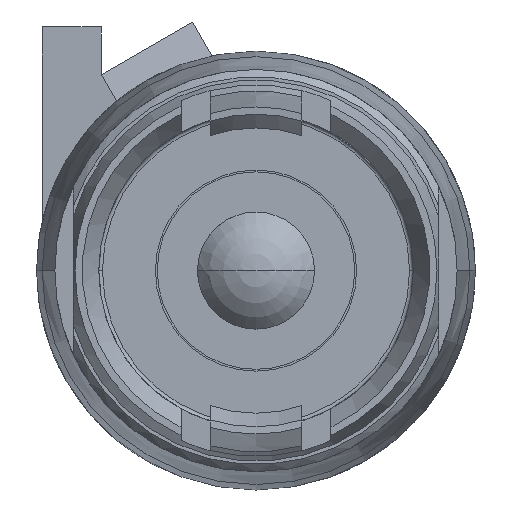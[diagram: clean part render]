
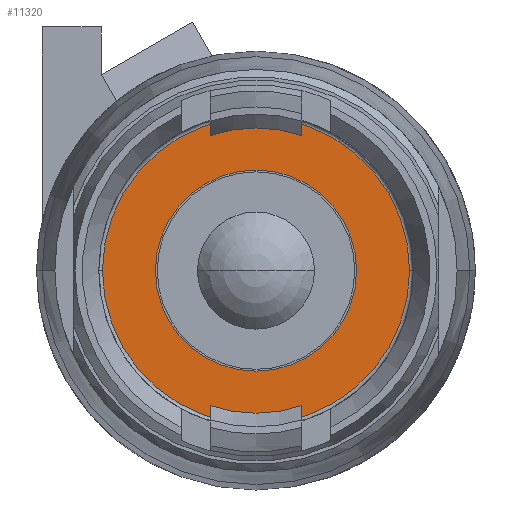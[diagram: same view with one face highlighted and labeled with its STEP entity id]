
A CAD part, left-side view. The second image highlights one B-rep face of the part: STEP entity #11320.
In plain terms, the highlighted face is planar.
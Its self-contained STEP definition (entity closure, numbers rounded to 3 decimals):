
#9613=CARTESIAN_POINT('',(6.4,0.,0.));
#9614=DIRECTION('',(1.,0.,0.));
#9615=DIRECTION('',(0.,-1.,0.));
#9616=AXIS2_PLACEMENT_3D('',#9613,#9614,#9615);
#9627=CARTESIAN_POINT('',(6.4,0.,0.));
#9628=DIRECTION('',(-1.,0.,0.));
#9629=DIRECTION('',(0.,-1.,0.));
#9630=AXIS2_PLACEMENT_3D('',#9627,#9628,#9629);
#9632=CARTESIAN_POINT('',(6.4,0.,0.));
#9633=DIRECTION('',(-1.,0.,0.));
#9634=DIRECTION('',(0.,-1.,0.));
#9635=AXIS2_PLACEMENT_3D('',#9632,#9633,#9634);
#9647=CARTESIAN_POINT('',(6.4,0.,0.));
#9648=DIRECTION('',(-1.,0.,0.));
#9649=DIRECTION('',(0.,1.,0.));
#9650=AXIS2_PLACEMENT_3D('',#9647,#9648,#9649);
#9740=CARTESIAN_POINT('',(6.4,-2.75,0.));
#9741=CARTESIAN_POINT('',(6.4,2.75,0.));
#9742=VERTEX_POINT('',#9740);
#9743=VERTEX_POINT('',#9741);
#9764=CARTESIAN_POINT('',(6.4,-4.2,0.));
#9765=CARTESIAN_POINT('',(6.4,4.2,0.));
#9766=VERTEX_POINT('',#9764);
#9767=VERTEX_POINT('',#9765);
#11305=CARTESIAN_POINT('',(6.4,0.,0.));
#11306=DIRECTION('',(-1.,0.,0.));
#11307=DIRECTION('',(0.,1.,0.));
#11308=AXIS2_PLACEMENT_3D('',#11305,#11306,#11307);
#11309=PLANE('',#11308);
#11311=ORIENTED_EDGE('',*,*,#11310,.T.);
#11313=ORIENTED_EDGE('',*,*,#11312,.T.);
#11314=EDGE_LOOP('',(#11311,#11313));
#11315=FACE_OUTER_BOUND('',#11314,.F.);
#11316=ORIENTED_EDGE('',*,*,#11299,.F.);
#11317=ORIENTED_EDGE('',*,*,#11285,.T.);
#11318=EDGE_LOOP('',(#11316,#11317));
#11319=FACE_BOUND('',#11318,.F.);
#11320=ADVANCED_FACE('',(#11315,#11319),#11309,.F.);
#9617=CIRCLE('',#9616,2.75);
#9631=CIRCLE('',#9630,2.75);
#9636=CIRCLE('',#9635,4.2);
#9651=CIRCLE('',#9650,4.2);
#11285=EDGE_CURVE('',#9742,#9743,#9617,.T.);
#11299=EDGE_CURVE('',#9742,#9743,#9631,.T.);
#11310=EDGE_CURVE('',#9766,#9767,#9636,.T.);
#11312=EDGE_CURVE('',#9767,#9766,#9651,.T.);
